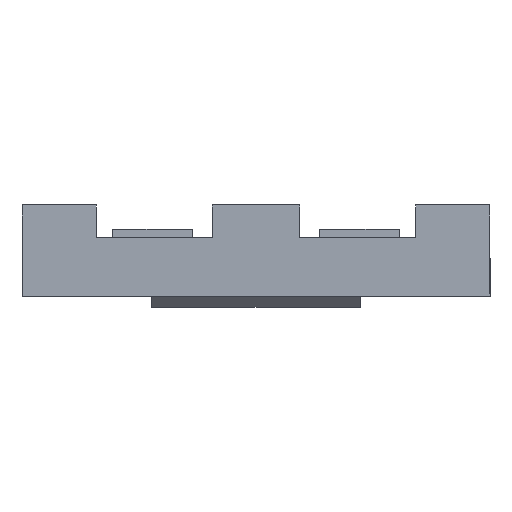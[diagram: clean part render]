
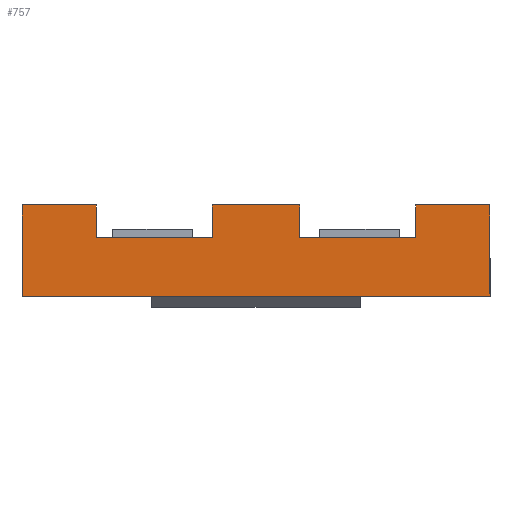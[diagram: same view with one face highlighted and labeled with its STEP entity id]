
A CAD part, front view. The second image highlights one B-rep face of the part: STEP entity #757.
In plain terms, the highlighted planar face has unit normal (0, -1, 0).
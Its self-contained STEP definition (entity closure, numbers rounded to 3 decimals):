
#757 = ADVANCED_FACE( '', ( #1644 ), #1645, .F. );
#1644 = FACE_OUTER_BOUND( '', #2615, .T. );
#1645 = PLANE( '', #2616 );
#2615 = EDGE_LOOP( '', ( #4870, #4871, #4872, #4873, #4874, #4875, #4876, #4877, #4878, #4879, #4880, #4881, #4882, #4883 ) );
#2616 = AXIS2_PLACEMENT_3D( '', #4884, #4885, #4886 );
#4870 = ORIENTED_EDGE( '', *, *, #6055, .F. );
#4871 = ORIENTED_EDGE( '', *, *, #6454, .F. );
#4872 = ORIENTED_EDGE( '', *, *, #5921, .F. );
#4873 = ORIENTED_EDGE( '', *, *, #6455, .T. );
#4874 = ORIENTED_EDGE( '', *, *, #6362, .T. );
#4875 = ORIENTED_EDGE( '', *, *, #5971, .T. );
#4876 = ORIENTED_EDGE( '', *, *, #6456, .T. );
#4877 = ORIENTED_EDGE( '', *, *, #6457, .T. );
#4878 = ORIENTED_EDGE( '', *, *, #6458, .F. );
#4879 = ORIENTED_EDGE( '', *, *, #6429, .F. );
#4880 = ORIENTED_EDGE( '', *, *, #6459, .F. );
#4881 = ORIENTED_EDGE( '', *, *, #6460, .F. );
#4882 = ORIENTED_EDGE( '', *, *, #6461, .T. );
#4883 = ORIENTED_EDGE( '', *, *, #6038, .T. );
#4884 = CARTESIAN_POINT( '', ( 22., 0., 0. ) );
#4885 = DIRECTION( '', ( 0., 1., 0. ) );
#4886 = DIRECTION( '', ( 0., 0., 1. ) );
#5921 = EDGE_CURVE( '', #7260, #7262, #7263, .T. );
#5971 = EDGE_CURVE( '', #7336, #7334, #7337, .T. );
#6038 = EDGE_CURVE( '', #7433, #7435, #7437, .T. );
#6055 = EDGE_CURVE( '', #7388, #7435, #7461, .T. );
#6362 = EDGE_CURVE( '', #7863, #7336, #7864, .T. );
#6429 = EDGE_CURVE( '', #7943, #7934, #7945, .T. );
#6454 = EDGE_CURVE( '', #7262, #7388, #7976, .T. );
#6455 = EDGE_CURVE( '', #7260, #7863, #7977, .T. );
#6456 = EDGE_CURVE( '', #7334, #7978, #7979, .T. );
#6457 = EDGE_CURVE( '', #7978, #7980, #7981, .T. );
#6458 = EDGE_CURVE( '', #7934, #7980, #7982, .T. );
#6459 = EDGE_CURVE( '', #7983, #7943, #7984, .T. );
#6460 = EDGE_CURVE( '', #7985, #7983, #7986, .T. );
#6461 = EDGE_CURVE( '', #7985, #7433, #7987, .T. );
#7260 = VERTEX_POINT( '', #9086 );
#7262 = VERTEX_POINT( '', #9089 );
#7263 = LINE( '', #9090, #9091 );
#7334 = VERTEX_POINT( '', #9244 );
#7336 = VERTEX_POINT( '', #9247 );
#7337 = LINE( '', #9248, #9249 );
#7388 = VERTEX_POINT( '', #9328 );
#7433 = VERTEX_POINT( '', #9392 );
#7435 = VERTEX_POINT( '', #9395 );
#7437 = LINE( '', #9397, #9398 );
#7461 = LINE( '', #9434, #9435 );
#7863 = VERTEX_POINT( '', #10072 );
#7864 = LINE( '', #10073, #10074 );
#7934 = VERTEX_POINT( '', #10169 );
#7943 = VERTEX_POINT( '', #10184 );
#7945 = LINE( '', #10187, #10188 );
#7976 = LINE( '', #10229, #10230 );
#7977 = LINE( '', #10231, #10232 );
#7978 = VERTEX_POINT( '', #10233 );
#7979 = LINE( '', #10234, #10235 );
#7980 = VERTEX_POINT( '', #10236 );
#7981 = LINE( '', #10237, #10238 );
#7982 = LINE( '', #10239, #10240 );
#7983 = VERTEX_POINT( '', #10241 );
#7984 = LINE( '', #10242, #10243 );
#7985 = VERTEX_POINT( '', #10244 );
#7986 = LINE( '', #10245, #10246 );
#7987 = LINE( '', #10247, #10248 );
#9086 = CARTESIAN_POINT( '', ( 22., 0., 0. ) );
#9089 = CARTESIAN_POINT( '', ( 22., 0., -8.6 ) );
#9090 = CARTESIAN_POINT( '', ( 22., 0., 0. ) );
#9091 = VECTOR( '', #10779, 1000. );
#9244 = CARTESIAN_POINT( '', ( 4.1, 0., -3.1 ) );
#9247 = CARTESIAN_POINT( '', ( 15., 0., -3.1 ) );
#9248 = CARTESIAN_POINT( '', ( 22., 0., -3.1 ) );
#9249 = VECTOR( '', #10818, 1000. );
#9328 = CARTESIAN_POINT( '', ( 18., 0., -8.6 ) );
#9392 = CARTESIAN_POINT( '', ( -22., 0., -8.6 ) );
#9395 = CARTESIAN_POINT( '', ( -18., 0., -8.6 ) );
#9397 = CARTESIAN_POINT( '', ( -22., 0., -8.6 ) );
#9398 = VECTOR( '', #10885, 1000. );
#9434 = CARTESIAN_POINT( '', ( 22., 0., -8.6 ) );
#9435 = VECTOR( '', #10898, 1000. );
#10072 = CARTESIAN_POINT( '', ( 15., 0., 0. ) );
#10073 = CARTESIAN_POINT( '', ( 15., 0., 0. ) );
#10074 = VECTOR( '', #11158, 1000. );
#10169 = CARTESIAN_POINT( '', ( -4.1, 0., -3.1 ) );
#10184 = CARTESIAN_POINT( '', ( -15., 0., -3.1 ) );
#10187 = CARTESIAN_POINT( '', ( -22., 0., -3.1 ) );
#10188 = VECTOR( '', #11212, 1000. );
#10229 = CARTESIAN_POINT( '', ( 22., 0., -8.6 ) );
#10230 = VECTOR( '', #11232, 1000. );
#10231 = CARTESIAN_POINT( '', ( 22., 0., 0. ) );
#10232 = VECTOR( '', #11233, 1000. );
#10233 = CARTESIAN_POINT( '', ( 4.1, 0., 0. ) );
#10234 = CARTESIAN_POINT( '', ( 4.1, 0., 0. ) );
#10235 = VECTOR( '', #11234, 1000. );
#10236 = CARTESIAN_POINT( '', ( -4.1, 0., 0. ) );
#10237 = CARTESIAN_POINT( '', ( 22., 0., 0. ) );
#10238 = VECTOR( '', #11235, 1000. );
#10239 = CARTESIAN_POINT( '', ( -4.1, 0., 0. ) );
#10240 = VECTOR( '', #11236, 1000. );
#10241 = CARTESIAN_POINT( '', ( -15., 0., 0. ) );
#10242 = CARTESIAN_POINT( '', ( -15., 0., 0. ) );
#10243 = VECTOR( '', #11237, 1000. );
#10244 = CARTESIAN_POINT( '', ( -22., 0., 0. ) );
#10245 = CARTESIAN_POINT( '', ( -22., 0., 0. ) );
#10246 = VECTOR( '', #11238, 1000. );
#10247 = CARTESIAN_POINT( '', ( -22., 0., 0. ) );
#10248 = VECTOR( '', #11239, 1000. );
#10779 = DIRECTION( '', ( 0., 0., -1. ) );
#10818 = DIRECTION( '', ( -1., 0., 0. ) );
#10885 = DIRECTION( '', ( 1., 0., 0. ) );
#10898 = DIRECTION( '', ( -1., 0., 0. ) );
#11158 = DIRECTION( '', ( 0., 0., -1. ) );
#11212 = DIRECTION( '', ( 1., 0., 0. ) );
#11232 = DIRECTION( '', ( -1., 0., 0. ) );
#11233 = DIRECTION( '', ( -1., 0., 0. ) );
#11234 = DIRECTION( '', ( 0., 0., 1. ) );
#11235 = DIRECTION( '', ( -1., 0., 0. ) );
#11236 = DIRECTION( '', ( 0., 0., 1. ) );
#11237 = DIRECTION( '', ( 0., 0., -1. ) );
#11238 = DIRECTION( '', ( 1., 0., 0. ) );
#11239 = DIRECTION( '', ( 0., 0., -1. ) );
